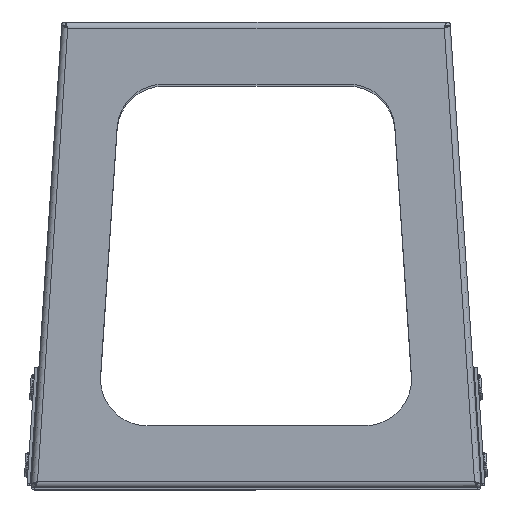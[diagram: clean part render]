
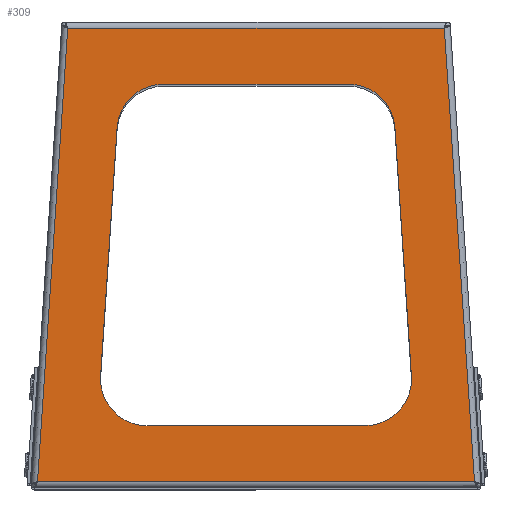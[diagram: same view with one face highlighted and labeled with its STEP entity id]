
A CAD part, top view. The second image highlights one B-rep face of the part: STEP entity #309.
In plain terms, the highlighted planar face has unit normal (0, 0, 1).
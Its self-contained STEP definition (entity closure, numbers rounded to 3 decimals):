
#18 = CARTESIAN_POINT ( 'NONE',  ( -121.138, 147.799, 0. ) ) ;
#25 = DIRECTION ( 'NONE',  ( -1., 0., 0. ) ) ;
#309 = ADVANCED_FACE ( 'NONE', ( #12903, #4209 ), #9382, .T. ) ;
#768 = DIRECTION ( 'NONE',  ( 0., 0., 1. ) ) ;
#842 = CARTESIAN_POINT ( 'NONE',  ( 123.06, 146., 0. ) ) ;
#969 = CARTESIAN_POINT ( 'NONE',  ( 0., 0., 0. ) ) ;
#994 = ORIENTED_EDGE ( 'NONE', *, *, #11564, .F. ) ;
#1027 = CARTESIAN_POINT ( 'NONE',  ( -59.511, 80., 0. ) ) ;
#1212 = DIRECTION ( 'NONE',  ( -0.067, -0.998, 0. ) ) ;
#1515 = CARTESIAN_POINT ( 'NONE',  ( -70.178, -80., 0. ) ) ;
#1527 = ORIENTED_EDGE ( 'NONE', *, *, #11614, .F. ) ;
#1545 = CIRCLE ( 'NONE', #4474, 30. ) ;
#1936 = CIRCLE ( 'NONE', #13214, 30. ) ;
#1972 = CIRCLE ( 'NONE', #11662, 30. ) ;
#1990 = EDGE_CURVE ( 'NONE', #5520, #13373, #9315, .T. ) ;
#2009 = VECTOR ( 'NONE', #10776, 1000. ) ;
#2047 = EDGE_CURVE ( 'NONE', #9794, #8944, #1936, .T. ) ;
#2099 = EDGE_CURVE ( 'NONE', #10268, #2118, #12700, .T. ) ;
#2118 = VERTEX_POINT ( 'NONE', #5359 ) ;
#2187 = AXIS2_PLACEMENT_3D ( 'NONE', #9981, #6950, #8987 ) ;
#2433 = LINE ( 'NONE', #13171, #2595 ) ;
#2451 = VECTOR ( 'NONE', #1212, 1000. ) ;
#2595 = VECTOR ( 'NONE', #10975, 1000. ) ;
#2960 = ORIENTED_EDGE ( 'NONE', *, *, #2099, .F. ) ;
#3462 = DIRECTION ( 'NONE',  ( 0., 0., 1. ) ) ;
#3610 = CARTESIAN_POINT ( 'NONE',  ( -140.724, -146., 0. ) ) ;
#3624 = DIRECTION ( 'NONE',  ( -1., 0., 0. ) ) ;
#3869 = DIRECTION ( 'NONE',  ( 1., 0., 0. ) ) ;
#4008 = VECTOR ( 'NONE', #4309, 1000. ) ;
#4026 = DIRECTION ( 'NONE',  ( 1., 0., 0. ) ) ;
#4209 = FACE_OUTER_BOUND ( 'NONE', #9284, .T. ) ;
#4309 = DIRECTION ( 'NONE',  ( -0.067, -0.998, 0. ) ) ;
#4465 = CARTESIAN_POINT ( 'NONE',  ( -70.178, -110., 0. ) ) ;
#4474 = AXIS2_PLACEMENT_3D ( 'NONE', #10751, #3462, #25 ) ;
#5104 = AXIS2_PLACEMENT_3D ( 'NONE', #969, #11622, #5215 ) ;
#5175 = LINE ( 'NONE', #6311, #13219 ) ;
#5205 = EDGE_CURVE ( 'NONE', #8339, #5520, #2433, .T. ) ;
#5215 = DIRECTION ( 'NONE',  ( 1., 0., 0. ) ) ;
#5234 = VERTEX_POINT ( 'NONE', #8787 ) ;
#5359 = CARTESIAN_POINT ( 'NONE',  ( 89.445, 81.996, 0. ) ) ;
#5520 = VERTEX_POINT ( 'NONE', #6186 ) ;
#6003 = EDGE_CURVE ( 'NONE', #13439, #8339, #5175, .T. ) ;
#6083 = CARTESIAN_POINT ( 'NONE',  ( -59.511, 110., 0. ) ) ;
#6090 = CARTESIAN_POINT ( 'NONE',  ( 70.178, -80., 0. ) ) ;
#6186 = CARTESIAN_POINT ( 'NONE',  ( 121.258, 146., 0. ) ) ;
#6311 = CARTESIAN_POINT ( 'NONE',  ( -142.789, -146., 0. ) ) ;
#6484 = DIRECTION ( 'NONE',  ( 0., 0., 1. ) ) ;
#6539 = VERTEX_POINT ( 'NONE', #8530 ) ;
#6598 = CARTESIAN_POINT ( 'NONE',  ( 100.178, -80., 0. ) ) ;
#6610 = ORIENTED_EDGE ( 'NONE', *, *, #9230, .F. ) ;
#6634 = DIRECTION ( 'NONE',  ( 0., 0., 1. ) ) ;
#6713 = AXIS2_PLACEMENT_3D ( 'NONE', #1027, #6484, #7527 ) ;
#6793 = EDGE_CURVE ( 'NONE', #8981, #9794, #9102, .T. ) ;
#6950 = DIRECTION ( 'NONE',  ( 0., 0., 1. ) ) ;
#7020 = ORIENTED_EDGE ( 'NONE', *, *, #9366, .F. ) ;
#7527 = DIRECTION ( 'NONE',  ( 1., 0., 0. ) ) ;
#7652 = CARTESIAN_POINT ( 'NONE',  ( -89.445, 81.996, 0. ) ) ;
#7657 = CARTESIAN_POINT ( 'NONE',  ( -121.258, 146., 0. ) ) ;
#7708 = ORIENTED_EDGE ( 'NONE', *, *, #1990, .T. ) ;
#7781 = LINE ( 'NONE', #7652, #2451 ) ;
#8315 = EDGE_LOOP ( 'NONE', ( #10115, #8886, #7020, #1527, #10819, #10410, #6610, #2960, #994 ) ) ;
#8339 = VERTEX_POINT ( 'NONE', #12762 ) ;
#8530 = CARTESIAN_POINT ( 'NONE',  ( -100.112, -78.004, 0. ) ) ;
#8554 = EDGE_CURVE ( 'NONE', #12662, #5234, #10531, .T. ) ;
#8787 = CARTESIAN_POINT ( 'NONE',  ( -89.445, 81.996, 0. ) ) ;
#8886 = ORIENTED_EDGE ( 'NONE', *, *, #6793, .F. ) ;
#8944 = VERTEX_POINT ( 'NONE', #6598 ) ;
#8981 = VERTEX_POINT ( 'NONE', #4465 ) ;
#8987 = DIRECTION ( 'NONE',  ( -1., 0., 0. ) ) ;
#9102 = LINE ( 'NONE', #13419, #9390 ) ;
#9230 = EDGE_CURVE ( 'NONE', #2118, #11432, #11448, .T. ) ;
#9284 = EDGE_LOOP ( 'NONE', ( #11253, #9989, #11151, #7708 ) ) ;
#9315 = LINE ( 'NONE', #842, #9608 ) ;
#9366 = EDGE_CURVE ( 'NONE', #6539, #8981, #1972, .T. ) ;
#9382 = PLANE ( 'NONE',  #5104 ) ;
#9390 = VECTOR ( 'NONE', #3869, 1000. ) ;
#9608 = VECTOR ( 'NONE', #10232, 1000. ) ;
#9656 = CARTESIAN_POINT ( 'NONE',  ( -59.511, 110., 0. ) ) ;
#9690 = LINE ( 'NONE', #18, #4008 ) ;
#9794 = VERTEX_POINT ( 'NONE', #11331 ) ;
#9981 = CARTESIAN_POINT ( 'NONE',  ( 59.511, 80., 0. ) ) ;
#9989 = ORIENTED_EDGE ( 'NONE', *, *, #6003, .T. ) ;
#10054 = VECTOR ( 'NONE', #10708, 1000. ) ;
#10115 = ORIENTED_EDGE ( 'NONE', *, *, #2047, .F. ) ;
#10232 = DIRECTION ( 'NONE',  ( -1., 0., 0. ) ) ;
#10268 = VERTEX_POINT ( 'NONE', #12785 ) ;
#10410 = ORIENTED_EDGE ( 'NONE', *, *, #12851, .F. ) ;
#10531 = CIRCLE ( 'NONE', #6713, 30. ) ;
#10708 = DIRECTION ( 'NONE',  ( -0.067, 0.998, 0. ) ) ;
#10724 = EDGE_CURVE ( 'NONE', #13373, #13439, #9690, .T. ) ;
#10751 = CARTESIAN_POINT ( 'NONE',  ( 70.178, -80., 0. ) ) ;
#10776 = DIRECTION ( 'NONE',  ( -1., 0., 0. ) ) ;
#10819 = ORIENTED_EDGE ( 'NONE', *, *, #8554, .F. ) ;
#10975 = DIRECTION ( 'NONE',  ( -0.067, 0.998, 0. ) ) ;
#11151 = ORIENTED_EDGE ( 'NONE', *, *, #5205, .T. ) ;
#11253 = ORIENTED_EDGE ( 'NONE', *, *, #10724, .T. ) ;
#11276 = CARTESIAN_POINT ( 'NONE',  ( 59.511, 110., 0. ) ) ;
#11331 = CARTESIAN_POINT ( 'NONE',  ( 70.178, -110., 0. ) ) ;
#11356 = DIRECTION ( 'NONE',  ( -1., 0., 0. ) ) ;
#11432 = VERTEX_POINT ( 'NONE', #11276 ) ;
#11448 = CIRCLE ( 'NONE', #2187, 30. ) ;
#11564 = EDGE_CURVE ( 'NONE', #8944, #10268, #1545, .T. ) ;
#11614 = EDGE_CURVE ( 'NONE', #5234, #6539, #7781, .T. ) ;
#11622 = DIRECTION ( 'NONE',  ( 0., 0., 1. ) ) ;
#11662 = AXIS2_PLACEMENT_3D ( 'NONE', #1515, #6634, #3624 ) ;
#11911 = CARTESIAN_POINT ( 'NONE',  ( 100.112, -78.004, 0. ) ) ;
#12662 = VERTEX_POINT ( 'NONE', #6083 ) ;
#12700 = LINE ( 'NONE', #11911, #10054 ) ;
#12762 = CARTESIAN_POINT ( 'NONE',  ( 140.724, -146., 0. ) ) ;
#12785 = CARTESIAN_POINT ( 'NONE',  ( 100.112, -78.004, 0. ) ) ;
#12851 = EDGE_CURVE ( 'NONE', #11432, #12662, #13039, .T. ) ;
#12903 = FACE_BOUND ( 'NONE', #8315, .T. ) ;
#13039 = LINE ( 'NONE', #9656, #2009 ) ;
#13171 = CARTESIAN_POINT ( 'NONE',  ( 140.862, -148.06, 0. ) ) ;
#13214 = AXIS2_PLACEMENT_3D ( 'NONE', #6090, #768, #11356 ) ;
#13219 = VECTOR ( 'NONE', #4026, 1000. ) ;
#13373 = VERTEX_POINT ( 'NONE', #7657 ) ;
#13419 = CARTESIAN_POINT ( 'NONE',  ( -70.178, -110., 0. ) ) ;
#13439 = VERTEX_POINT ( 'NONE', #3610 ) ;
